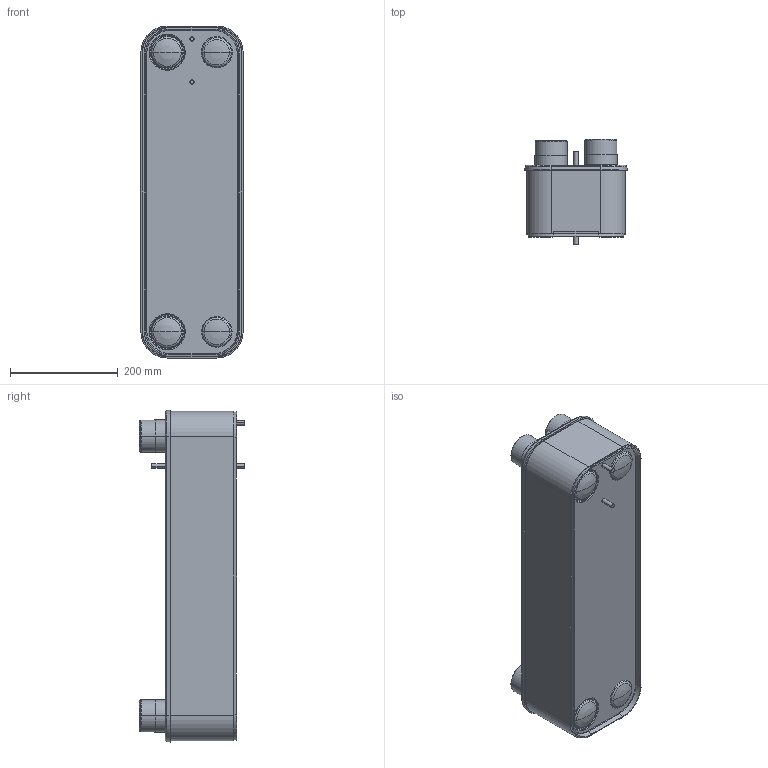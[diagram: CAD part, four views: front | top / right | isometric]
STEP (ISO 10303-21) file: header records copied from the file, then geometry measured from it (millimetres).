
FILE_DESCRIPTION((''),'2;1');
FILE_NAME('CB110_46H_3287101558_ASM','2013-04-09T',('SEROAEK'),(''),'PRO/ENGINEER BY PARAMETRIC TECHNOLOGY CORPORATION, 2010330','PRO/ENGINEER BY PARAMETRIC TECHNOLOGY CORPORATION, 2010330','');
FILE_SCHEMA(('CONFIG_CONTROL_DESIGN'));
Length unit declared in the file: millimetre
Products named in the file (7): CB110_46_CH_BLOCK; CB110_FP_S1S2S3S4_51; CB110_PP; LABEL_STD; B23_ISO_228-1; SB_M8_25; CB110_46H_3287101558_ASM
Assembly tree (12 placements, depth 2):
  CB110_46H_3287101558_ASM
    CB110_46_CH_BLOCK
    CB110_FP_S1S2S3S4_51
    CB110_PP
    LABEL_STD
    B23_ISO_228-1  x4
    SB_M8_25  x4
Bounding box: 190.04 x 195.5 x 616.25 mm (x, y, z)
Volume: 12439453 mm3; surface area: 1077933.8 mm2
Topology: 19 solids, 23 shells, 659 faces, 1545 edges, 952 vertices
Faces by surface type: plane 273, cylinder 138, torus 110, cone 106, bspline 16, sphere 16
Entity records: 16539 total; most frequent: CARTESIAN_POINT 3421, DIRECTION 2815, ORIENTED_EDGE 2598, EDGE_CURVE 1301, AXIS2_PLACEMENT_3D 1044, VERTEX_POINT 814, VECTOR 727, LINE 727
